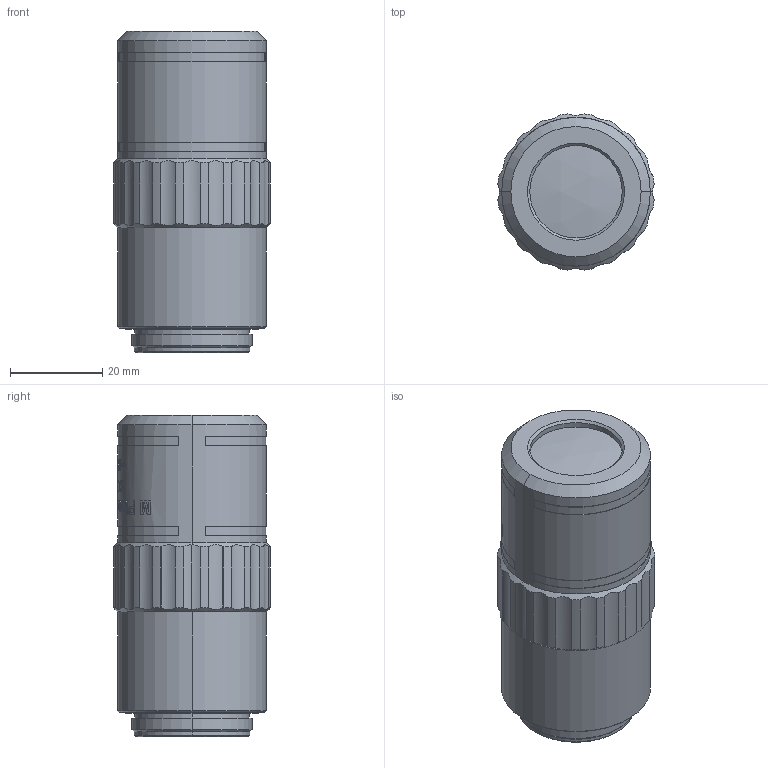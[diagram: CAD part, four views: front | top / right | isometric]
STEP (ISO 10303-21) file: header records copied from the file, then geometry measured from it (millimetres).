
FILE_DESCRIPTION (( 'STEP AP203' ), '1' );
FILE_NAME ('690137.STEP', '2025-12-17T01:30:00', ( 'Windows User' ), ( 'P R C' ), 'SwSTEP 2.0', 'SolidWorks 2020', '' );
FILE_SCHEMA (( 'CONFIG_CONTROL_DESIGN' ));
Length unit declared in the file: millimetre
Products named in the file (1): 690137
Bounding box: 33.82 x 33.82 x 69.5 mm (x, y, z)
Volume: 54022.7 mm3; surface area: 9006.9 mm2
Topology: 1 solids, 1 shells, 436 faces, 1142 edges, 755 vertices
Faces by surface type: bspline 198, plane 122, cylinder 98, cone 17, sphere 1
Full cylindrical faces by diameter (mm): 20 x1
Entity records: 34892 total; most frequent: CARTESIAN_POINT 25806, ORIENTED_EDGE 2280, DIRECTION 1148, EDGE_CURVE 1140, VERTEX_POINT 755, B_SPLINE_CURVE_WITH_KNOTS 679, EDGE_LOOP 485, AXIS2_PLACEMENT_3D 448
